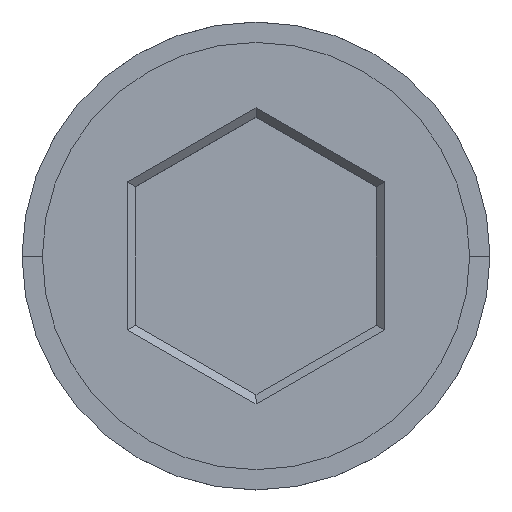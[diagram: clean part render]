
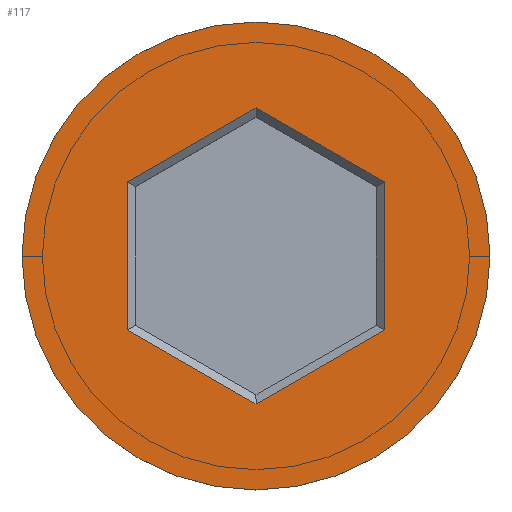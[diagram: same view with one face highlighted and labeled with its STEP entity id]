
A CAD part, top view. The second image highlights one B-rep face of the part: STEP entity #117.
In plain terms, the highlighted planar face has unit normal (0, 0, 1).
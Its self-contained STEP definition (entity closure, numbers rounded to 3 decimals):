
#19 = DIRECTION ( 'NONE',  ( 1., 0., 0. ) ) ;
#27 = LINE ( 'NONE', #51, #195 ) ;
#30 = AXIS2_PLACEMENT_3D ( 'NONE', #301, #174, #801 ) ;
#31 = CARTESIAN_POINT ( 'NONE',  ( 0.1, -3.58, 0. ) ) ;
#51 = CARTESIAN_POINT ( 'NONE',  ( 3.15, -1.703, 0. ) ) ;
#66 = EDGE_CURVE ( 'NONE', #567, #1092, #27, .T. ) ;
#67 = FACE_OUTER_BOUND ( 'NONE', #360, .T. ) ;
#77 = EDGE_LOOP ( 'NONE', ( #905, #535, #409, #728, #725, #875 ) ) ;
#109 = VECTOR ( 'NONE', #765, 1000. ) ;
#117 = ADVANCED_FACE ( 'NONE', ( #1540, #67 ), #321, .T. ) ;
#118 = AXIS2_PLACEMENT_3D ( 'NONE', #205, #477, #19 ) ;
#158 = CARTESIAN_POINT ( 'NONE',  ( 3.15, 1.819, 0. ) ) ;
#174 = DIRECTION ( 'NONE',  ( 0., 0., 1. ) ) ;
#195 = VECTOR ( 'NONE', #524, 1000. ) ;
#205 = CARTESIAN_POINT ( 'NONE',  ( 0., 0., 0. ) ) ;
#220 = CARTESIAN_POINT ( 'NONE',  ( -0.1, 3.58, 0. ) ) ;
#254 = VERTEX_POINT ( 'NONE', #1120 ) ;
#300 = VERTEX_POINT ( 'NONE', #868 ) ;
#301 = CARTESIAN_POINT ( 'NONE',  ( 0., 0., 0. ) ) ;
#321 = PLANE ( 'NONE',  #118 ) ;
#325 = EDGE_CURVE ( 'NONE', #300, #567, #525, .T. ) ;
#340 = CIRCLE ( 'NONE', #734, 5.75 ) ;
#360 = EDGE_LOOP ( 'NONE', ( #1349, #1465 ) ) ;
#369 = CARTESIAN_POINT ( 'NONE',  ( 0., -3.637, 0. ) ) ;
#409 = ORIENTED_EDGE ( 'NONE', *, *, #1542, .T. ) ;
#457 = EDGE_CURVE ( 'NONE', #1102, #1203, #1058, .T. ) ;
#477 = DIRECTION ( 'NONE',  ( 0., 0., 1. ) ) ;
#524 = DIRECTION ( 'NONE',  ( 0., -1., 0. ) ) ;
#525 = LINE ( 'NONE', #883, #612 ) ;
#535 = ORIENTED_EDGE ( 'NONE', *, *, #1331, .T. ) ;
#567 = VERTEX_POINT ( 'NONE', #158 ) ;
#612 = VECTOR ( 'NONE', #613, 1000. ) ;
#613 = DIRECTION ( 'NONE',  ( 0.866, -0.5, 0. ) ) ;
#646 = EDGE_CURVE ( 'NONE', #1092, #1102, #878, .T. ) ;
#656 = CARTESIAN_POINT ( 'NONE',  ( 5.75, 0., 0. ) ) ;
#660 = VECTOR ( 'NONE', #749, 1000. ) ;
#669 = DIRECTION ( 'NONE',  ( -0.866, 0.5, 0. ) ) ;
#683 = EDGE_CURVE ( 'NONE', #1019, #254, #340, .T. ) ;
#725 = ORIENTED_EDGE ( 'NONE', *, *, #66, .T. ) ;
#728 = ORIENTED_EDGE ( 'NONE', *, *, #325, .T. ) ;
#734 = AXIS2_PLACEMENT_3D ( 'NONE', #871, #1510, #1367 ) ;
#749 = DIRECTION ( 'NONE',  ( 0., 1., 0. ) ) ;
#765 = DIRECTION ( 'NONE',  ( -0.866, -0.5, 0. ) ) ;
#769 = VECTOR ( 'NONE', #669, 1000. ) ;
#801 = DIRECTION ( 'NONE',  ( 1., 0., 0. ) ) ;
#828 = LINE ( 'NONE', #220, #1279 ) ;
#868 = CARTESIAN_POINT ( 'NONE',  ( 0., 3.637, 0. ) ) ;
#871 = CARTESIAN_POINT ( 'NONE',  ( 0., 0., 0. ) ) ;
#875 = ORIENTED_EDGE ( 'NONE', *, *, #646, .T. ) ;
#878 = LINE ( 'NONE', #31, #109 ) ;
#883 = CARTESIAN_POINT ( 'NONE',  ( 3.05, 1.876, 0. ) ) ;
#905 = ORIENTED_EDGE ( 'NONE', *, *, #457, .T. ) ;
#957 = DIRECTION ( 'NONE',  ( 0.866, 0.5, 0. ) ) ;
#971 = CARTESIAN_POINT ( 'NONE',  ( -3.15, 1.703, 0. ) ) ;
#1019 = VERTEX_POINT ( 'NONE', #656 ) ;
#1045 = CARTESIAN_POINT ( 'NONE',  ( -3.05, -1.876, 0. ) ) ;
#1058 = LINE ( 'NONE', #1045, #769 ) ;
#1092 = VERTEX_POINT ( 'NONE', #1214 ) ;
#1102 = VERTEX_POINT ( 'NONE', #369 ) ;
#1120 = CARTESIAN_POINT ( 'NONE',  ( -5.75, 0., 0. ) ) ;
#1129 = EDGE_CURVE ( 'NONE', #254, #1019, #1551, .T. ) ;
#1203 = VERTEX_POINT ( 'NONE', #1380 ) ;
#1214 = CARTESIAN_POINT ( 'NONE',  ( 3.15, -1.819, 0. ) ) ;
#1228 = VERTEX_POINT ( 'NONE', #1591 ) ;
#1279 = VECTOR ( 'NONE', #957, 1000. ) ;
#1331 = EDGE_CURVE ( 'NONE', #1203, #1228, #1594, .T. ) ;
#1349 = ORIENTED_EDGE ( 'NONE', *, *, #683, .T. ) ;
#1367 = DIRECTION ( 'NONE',  ( 1., 0., 0. ) ) ;
#1380 = CARTESIAN_POINT ( 'NONE',  ( -3.15, -1.819, 0. ) ) ;
#1465 = ORIENTED_EDGE ( 'NONE', *, *, #1129, .T. ) ;
#1510 = DIRECTION ( 'NONE',  ( 0., 0., 1. ) ) ;
#1540 = FACE_BOUND ( 'NONE', #77, .T. ) ;
#1542 = EDGE_CURVE ( 'NONE', #1228, #300, #828, .T. ) ;
#1551 = CIRCLE ( 'NONE', #30, 5.75 ) ;
#1591 = CARTESIAN_POINT ( 'NONE',  ( -3.15, 1.819, 0. ) ) ;
#1594 = LINE ( 'NONE', #971, #660 ) ;
